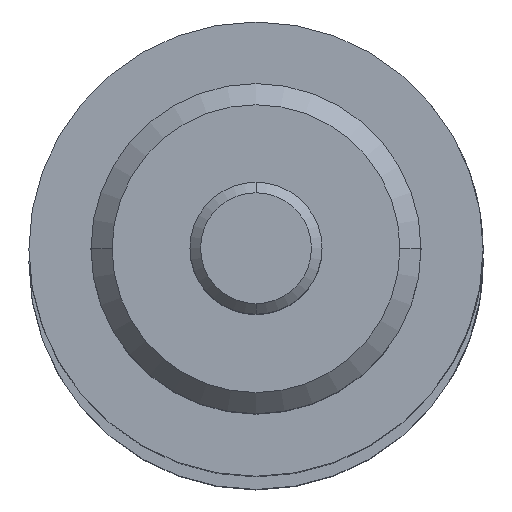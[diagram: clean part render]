
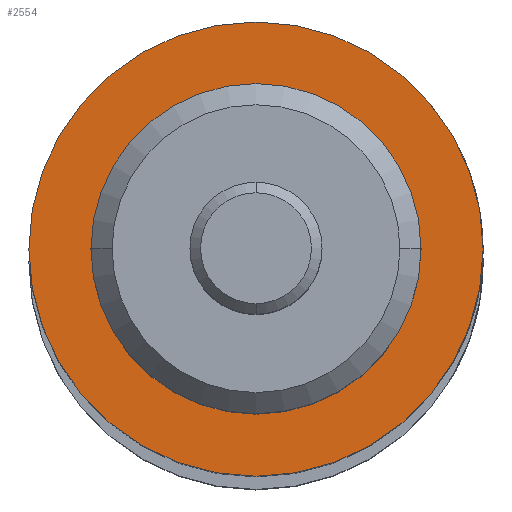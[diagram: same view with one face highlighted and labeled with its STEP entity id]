
A CAD part, top view. The second image highlights one B-rep face of the part: STEP entity #2554.
In plain terms, the highlighted face is planar.
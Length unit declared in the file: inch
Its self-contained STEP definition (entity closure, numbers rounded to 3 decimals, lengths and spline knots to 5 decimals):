
#22 = CARTESIAN_POINT ( 'NONE',  ( 0.5, 0., 0. ) ) ;
#251 = DIRECTION ( 'NONE',  ( 0., 0., 1. ) ) ;
#363 = ORIENTED_EDGE ( 'NONE', *, *, #914, .F. ) ;
#382 = FACE_OUTER_BOUND ( 'NONE', #835, .T. ) ;
#390 = ORIENTED_EDGE ( 'NONE', *, *, #1069, .T. ) ;
#473 = VERTEX_POINT ( 'NONE', #3050 ) ;
#482 = CIRCLE ( 'NONE', #1340, 0.43 ) ;
#617 = CIRCLE ( 'NONE', #1637, 0.3125 ) ;
#646 = DIRECTION ( 'NONE',  ( -1., 0., 0. ) ) ;
#658 = DIRECTION ( 'NONE',  ( -1., 0., 0. ) ) ;
#729 = CARTESIAN_POINT ( 'NONE',  ( 0.5, 0., -0.3125 ) ) ;
#835 = EDGE_LOOP ( 'NONE', ( #390, #923 ) ) ;
#914 = EDGE_CURVE ( 'NONE', #1707, #473, #617, .T. ) ;
#922 = DIRECTION ( 'NONE',  ( -1., 0., 0. ) ) ;
#923 = ORIENTED_EDGE ( 'NONE', *, *, #2252, .T. ) ;
#983 = VERTEX_POINT ( 'NONE', #1892 ) ;
#1021 = AXIS2_PLACEMENT_3D ( 'NONE', #2077, #646, #2308 ) ;
#1069 = EDGE_CURVE ( 'NONE', #983, #1373, #2221, .T. ) ;
#1119 = CARTESIAN_POINT ( 'NONE',  ( 0.5, 0.43, 0. ) ) ;
#1296 = CARTESIAN_POINT ( 'NONE',  ( 0.5, 0., -0.43 ) ) ;
#1340 = AXIS2_PLACEMENT_3D ( 'NONE', #2088, #658, #2320 ) ;
#1358 = DIRECTION ( 'NONE',  ( 0., 0., -1. ) ) ;
#1373 = VERTEX_POINT ( 'NONE', #1296 ) ;
#1523 = ORIENTED_EDGE ( 'NONE', *, *, #2234, .F. ) ;
#1585 = PLANE ( 'NONE',  #2241 ) ;
#1614 = EDGE_LOOP ( 'NONE', ( #1523, #363 ) ) ;
#1637 = AXIS2_PLACEMENT_3D ( 'NONE', #2349, #922, #2593 ) ;
#1677 = DIRECTION ( 'NONE',  ( -1., 0., 0. ) ) ;
#1707 = VERTEX_POINT ( 'NONE', #729 ) ;
#1800 = FACE_BOUND ( 'NONE', #1614, .T. ) ;
#1892 = CARTESIAN_POINT ( 'NONE',  ( 0.5, 0., 0.43 ) ) ;
#2077 = CARTESIAN_POINT ( 'NONE',  ( 0.5, 0., 0. ) ) ;
#2088 = CARTESIAN_POINT ( 'NONE',  ( 0.5, 0., 0. ) ) ;
#2221 = CIRCLE ( 'NONE', #2436, 0.43 ) ;
#2234 = EDGE_CURVE ( 'NONE', #473, #1707, #2993, .T. ) ;
#2241 = AXIS2_PLACEMENT_3D ( 'NONE', #1119, #2778, #1358 ) ;
#2252 = EDGE_CURVE ( 'NONE', #1373, #983, #482, .T. ) ;
#2308 = DIRECTION ( 'NONE',  ( 0., 0., 1. ) ) ;
#2320 = DIRECTION ( 'NONE',  ( 0., 0., 1. ) ) ;
#2349 = CARTESIAN_POINT ( 'NONE',  ( 0.5, 0., 0. ) ) ;
#2436 = AXIS2_PLACEMENT_3D ( 'NONE', #22, #1677, #251 ) ;
#2554 = ADVANCED_FACE ( 'NONE', ( #1800, #382 ), #1585, .F. ) ;
#2593 = DIRECTION ( 'NONE',  ( 0., 0., 1. ) ) ;
#2778 = DIRECTION ( 'NONE',  ( 1., 0., 0. ) ) ;
#2993 = CIRCLE ( 'NONE', #1021, 0.3125 ) ;
#3050 = CARTESIAN_POINT ( 'NONE',  ( 0.5, 0., 0.3125 ) ) ;
